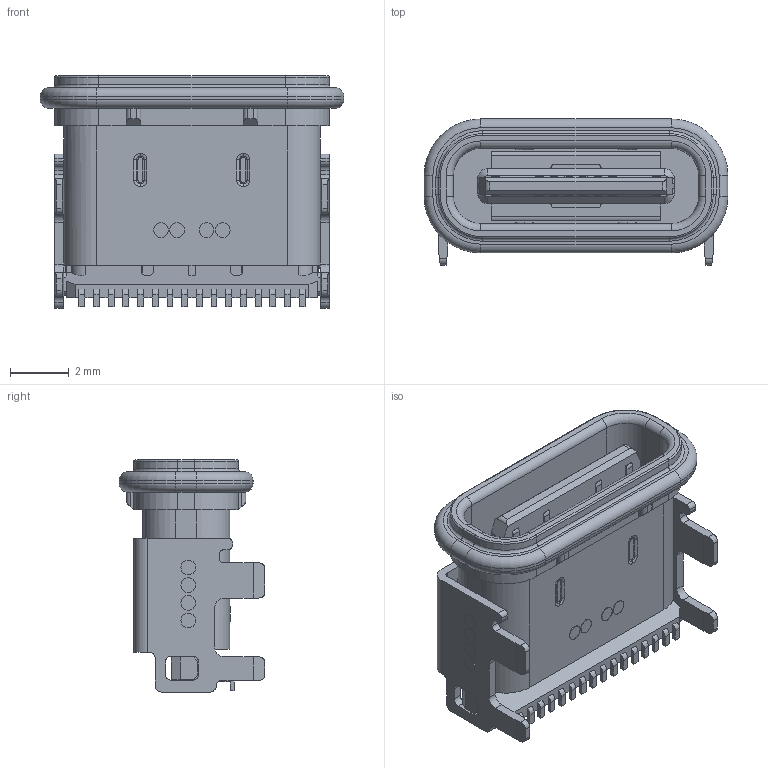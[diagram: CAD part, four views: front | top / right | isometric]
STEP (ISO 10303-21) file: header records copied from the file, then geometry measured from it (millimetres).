
FILE_DESCRIPTION(('STEP AP242'),'1');
FILE_NAME('2130830005.stp','2024-05-08T08:49:56',('TraceParts'),('TraceParts S.A.'),'Spatial InterOp 3D',' ',' ');
FILE_SCHEMA(('AP242_MANAGED_MODEL_BASED_3D_ENGINEERING_MIM_LF {1 0 10303 442 1 1 4}'));
Length unit declared in the file: millimetre
Products named in the file (1): 2130830005_1
Bounding box: 10.34 x 4.96 x 7.9 mm (x, y, z)
Volume: 138.6 mm3; surface area: 522.8 mm2
Topology: 1 solids, 1 shells, 746 faces, 2089 edges, 1467 vertices
Faces by surface type: plane 410, cylinder 246, torus 86, cone 4
Entity records: 24027 total; most frequent: CARTESIAN_POINT 4346, DIRECTION 4181, ORIENTED_EDGE 3986, EDGE_CURVE 1993, LINE 1409, VECTOR 1409, AXIS2_PLACEMENT_3D 1386, VERTEX_POINT 1275
